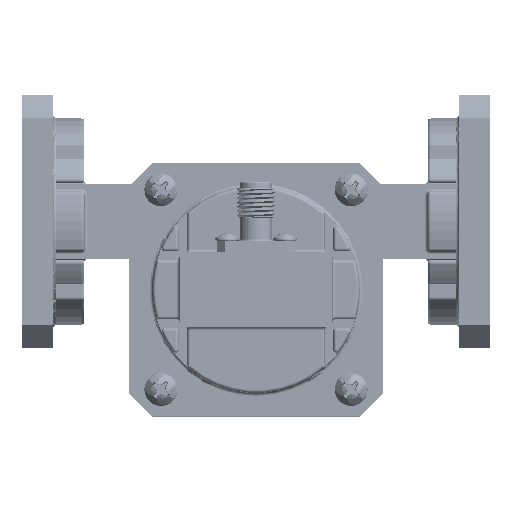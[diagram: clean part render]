
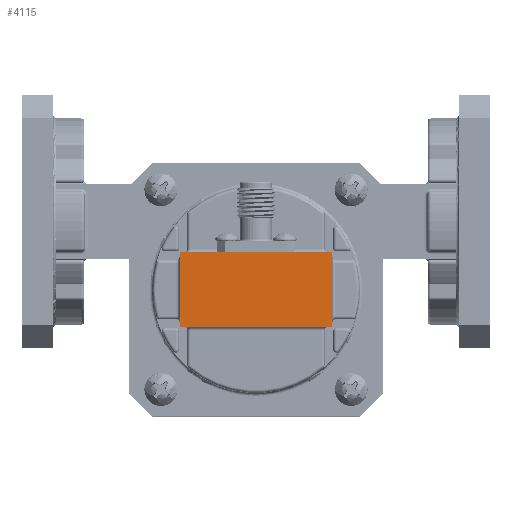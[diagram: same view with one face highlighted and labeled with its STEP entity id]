
A CAD part, top view. The second image highlights one B-rep face of the part: STEP entity #4115.
In plain terms, the highlighted face is planar.
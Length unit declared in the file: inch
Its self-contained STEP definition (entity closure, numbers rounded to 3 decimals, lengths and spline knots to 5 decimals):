
#67 = EDGE_CURVE ( 'NONE', #26321, #8388, #44080, .T. ) ;
#1136 = DIRECTION ( 'NONE',  ( 0., 1., 0. ) ) ;
#2742 = DIRECTION ( 'NONE',  ( 0., 0., 1. ) ) ;
#4115 = ADVANCED_FACE ( 'NONE', ( #67215 ), #7565, .F. ) ;
#7565 = PLANE ( 'NONE',  #7737 ) ;
#7737 = AXIS2_PLACEMENT_3D ( 'NONE', #13292, #2742, #49911 ) ;
#8388 = VERTEX_POINT ( 'NONE', #53285 ) ;
#8439 = ORIENTED_EDGE ( 'NONE', *, *, #8804, .F. ) ;
#8804 = EDGE_CURVE ( 'NONE', #41716, #26321, #35728, .T. ) ;
#12532 = VECTOR ( 'NONE', #54618, 39.37008 ) ;
#13292 = CARTESIAN_POINT ( 'NONE',  ( 0., 0., -0.75 ) ) ;
#23486 = VECTOR ( 'NONE', #1136, 39.37008 ) ;
#26321 = VERTEX_POINT ( 'NONE', #48676 ) ;
#27712 = CARTESIAN_POINT ( 'NONE',  ( 0.49, -0.24, -0.75 ) ) ;
#27906 = CARTESIAN_POINT ( 'NONE',  ( 0.49, -0.24, -0.75 ) ) ;
#28058 = ORIENTED_EDGE ( 'NONE', *, *, #67, .F. ) ;
#28293 = CARTESIAN_POINT ( 'NONE',  ( -0.49, -0.24, -0.75 ) ) ;
#30205 = DIRECTION ( 'NONE',  ( -1., 0., 0. ) ) ;
#30665 = CARTESIAN_POINT ( 'NONE',  ( -0.49, 0.24, -0.75 ) ) ;
#30944 = VECTOR ( 'NONE', #42156, 39.37008 ) ;
#35728 = LINE ( 'NONE', #27906, #23486 ) ;
#37517 = VECTOR ( 'NONE', #30205, 39.37008 ) ;
#37548 = VERTEX_POINT ( 'NONE', #67134 ) ;
#40974 = EDGE_CURVE ( 'NONE', #37548, #41716, #61240, .T. ) ;
#41716 = VERTEX_POINT ( 'NONE', #27712 ) ;
#41997 = LINE ( 'NONE', #28293, #12532 ) ;
#42156 = DIRECTION ( 'NONE',  ( 1., 0., 0. ) ) ;
#44080 = LINE ( 'NONE', #30665, #37517 ) ;
#44196 = EDGE_CURVE ( 'NONE', #8388, #37548, #41997, .T. ) ;
#48676 = CARTESIAN_POINT ( 'NONE',  ( 0.49, 0.24, -0.75 ) ) ;
#49911 = DIRECTION ( 'NONE',  ( 1., 0., 0. ) ) ;
#52006 = EDGE_LOOP ( 'NONE', ( #67422, #63504, #28058, #8439 ) ) ;
#52265 = CARTESIAN_POINT ( 'NONE',  ( -0.49, -0.24, -0.75 ) ) ;
#53285 = CARTESIAN_POINT ( 'NONE',  ( -0.49, 0.24, -0.75 ) ) ;
#54618 = DIRECTION ( 'NONE',  ( 0., -1., 0. ) ) ;
#61240 = LINE ( 'NONE', #52265, #30944 ) ;
#63504 = ORIENTED_EDGE ( 'NONE', *, *, #44196, .F. ) ;
#67134 = CARTESIAN_POINT ( 'NONE',  ( -0.49, -0.24, -0.75 ) ) ;
#67215 = FACE_OUTER_BOUND ( 'NONE', #52006, .T. ) ;
#67422 = ORIENTED_EDGE ( 'NONE', *, *, #40974, .F. ) ;
